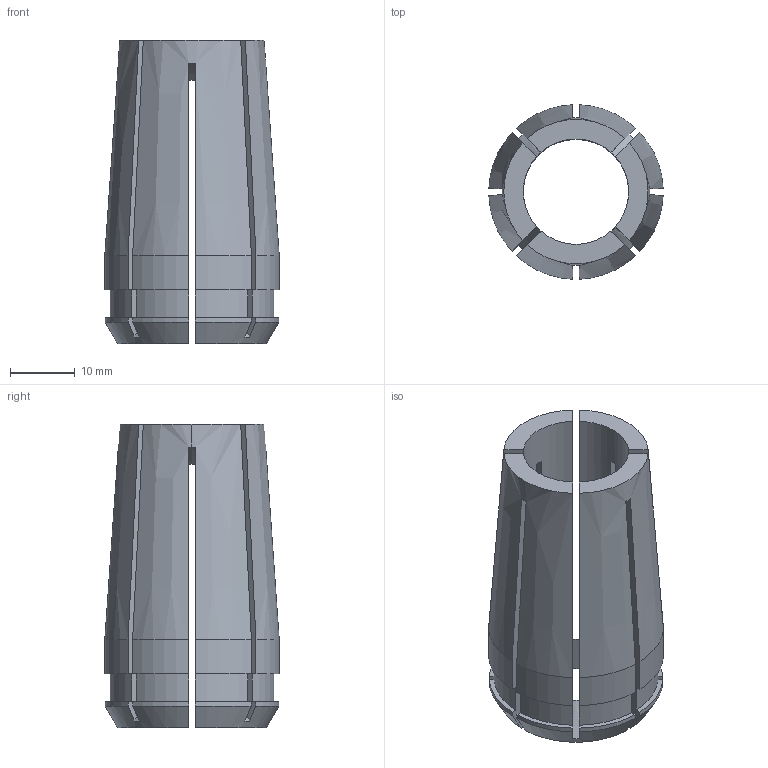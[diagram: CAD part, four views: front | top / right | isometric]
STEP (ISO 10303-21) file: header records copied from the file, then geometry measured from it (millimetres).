
FILE_DESCRIPTION (( 'STEP AP203' ), '1' );
FILE_NAME ('STP-5250-691-075-A41-0(84008-0.641).STEP', '2022-08-02T02:17:46', ( '' ), ( '' ), 'SwSTEP 2.0', 'SolidWorks 2017', '' );
FILE_SCHEMA (( 'CONFIG_CONTROL_DESIGN' ));
Length unit declared in the file: millimetre
Products named in the file (1): STP-5250-691-075-A41-0(84008-0.641)
Bounding box: 26.96 x 26.96 x 46.84 mm (x, y, z)
Volume: 11837.8 mm3; surface area: 9024.8 mm2
Topology: 1 solids, 1 shells, 83 faces, 249 edges, 166 vertices
Faces by surface type: plane 40, cylinder 34, cone 9
Entity records: 3054 total; most frequent: CARTESIAN_POINT 748, ORIENTED_EDGE 498, DIRECTION 449, EDGE_CURVE 249, AXIS2_PLACEMENT_3D 167, VERTEX_POINT 166, LINE 115, VECTOR 115
